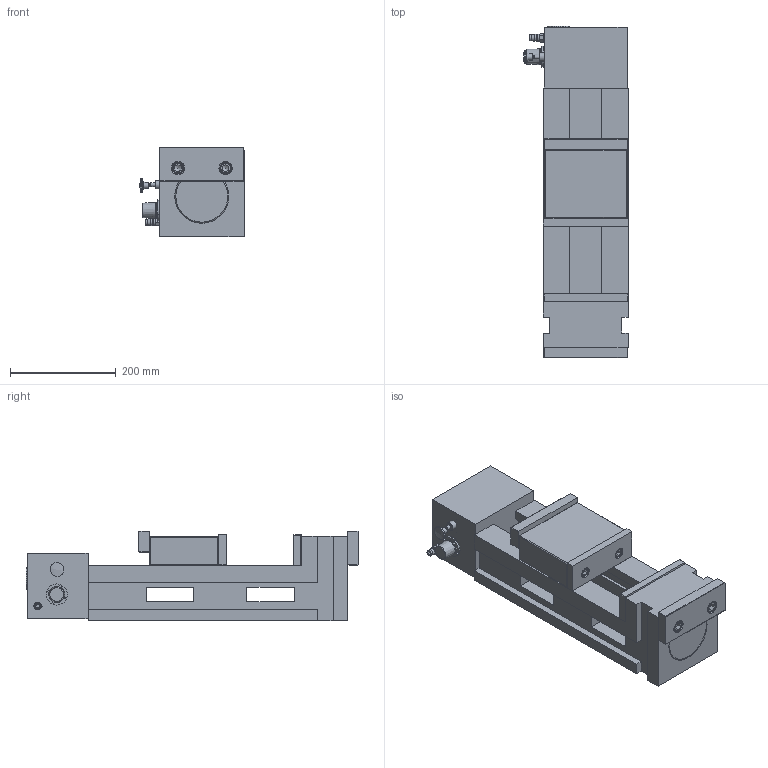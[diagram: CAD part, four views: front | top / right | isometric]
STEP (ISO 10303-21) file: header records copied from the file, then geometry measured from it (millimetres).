
FILE_DESCRIPTION(/* description */ (''),/* implementation_level */ '2;1');
FILE_NAME(/* name */ '1AMP165GA0101.stp',/* time_stamp */ '2020-01-31T15:13:43+08:00',/* author */ ('AUTOWELL002'),/* organization */ (''),/* preprocessor_version */ 'ST-DEVELOPER v17',/* originating_system */ 'Autodesk Inventor 2019',/* authorisation */ '');
FILE_SCHEMA (('AUTOMOTIVE_DESIGN { 1 0 10303 214 3 1 1 }'));
Length unit declared in the file: millimetre
Products named in the file (16): 組合1; 零件1; 零件2; 零件3; 07; 08; 零件21; 調整旋鈕; 零件20; 手拉式控制閥; 零件14; 零件16; AMP-6402-2; AMP-6403; ANSI B18.3.1M - M14x2 x 30; ANSI B18.3.1M - M10x1.5 x 25
Assembly tree (22 placements, depth 2):
  組合1
    零件1
    零件2
    零件3
    07
    08  x2
    ANSI B18.3.1M - M10x1.5 x 25  x6
    零件21
    調整旋鈕
    零件20
    手拉式控制閥
    零件14
    零件16
    AMP-6402-2
    AMP-6403
    ANSI B18.3.1M - M14x2 x 30  x2
Bounding box: 197.16 x 627.18 x 170 mm (x, y, z)
Volume: 9724373.7 mm3; surface area: 844877 mm2
Topology: 22 solids, 22 shells, 577 faces, 1514 edges, 1001 vertices
Faces by surface type: plane 331, cylinder 114, cone 89, torus 28, sphere 10, bspline 5
Full cylindrical faces by diameter (mm): 4.134 x1, 4.9 x2, 5 x1, 7 x1, 7.3 x1, 7.95 x5, 8.376 x6, 8.566 x4, 8.9 x1, 10 x7, 10.106 x1, 11 x5, 11.1 x1, 11.835 x4, 12 x3, 13 x3, 14 x2, 15 x2, 16 x7, 17 x4, 17.5 x4, 18 x2, 21 x2, 22 x2, 26 x1, 27 x1, 30 x2, 40.5 x1, 41.6 x1, 102 x2
Entity records: 15573 total; most frequent: CARTESIAN_POINT 3131, DIRECTION 2534, ORIENTED_EDGE 2400, EDGE_CURVE 1200, AXIS2_PLACEMENT_3D 917, VERTEX_POINT 799, LINE 700, VECTOR 700
